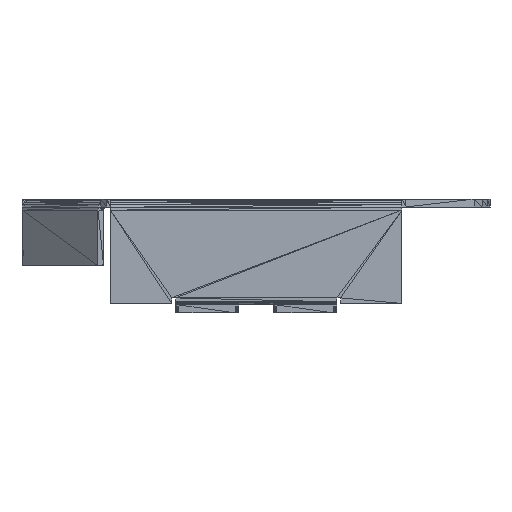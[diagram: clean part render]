
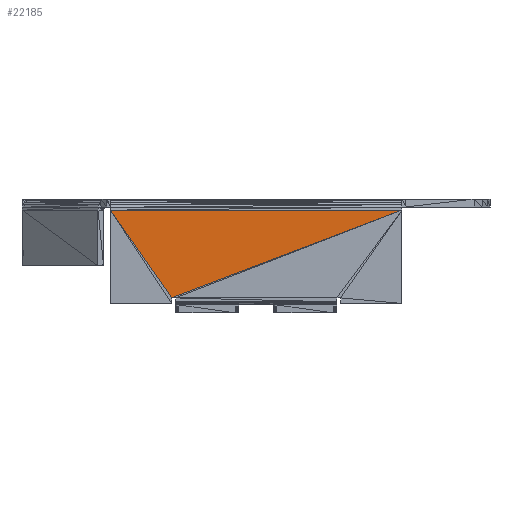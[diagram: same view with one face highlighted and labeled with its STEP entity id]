
A CAD part, left-side view. The second image highlights one B-rep face of the part: STEP entity #22185.
In plain terms, the highlighted planar face has unit normal (-1, 0, 0).
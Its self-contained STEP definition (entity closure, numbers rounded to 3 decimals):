
#1383=FACE_OUTER_BOUND('',#3261,.T.);
#3261=EDGE_LOOP('',(#17415,#17416,#17417));
#5764=LINE('',#35200,#8611);
#6078=LINE('',#35816,#8925);
#6079=LINE('',#35818,#8926);
#8611=VECTOR('',#28849,1.);
#8925=VECTOR('',#29639,1.);
#8926=VECTOR('',#29642,1.);
#10097=VERTEX_POINT('',#34095);
#10319=VERTEX_POINT('',#35123);
#10325=VERTEX_POINT('',#35137);
#12423=EDGE_CURVE('',#10325,#10319,#5764,.T.);
#12737=EDGE_CURVE('',#10097,#10319,#6078,.T.);
#12738=EDGE_CURVE('',#10325,#10097,#6079,.T.);
#17415=ORIENTED_EDGE('',*,*,#12738,.T.);
#17416=ORIENTED_EDGE('',*,*,#12737,.T.);
#17417=ORIENTED_EDGE('',*,*,#12423,.F.);
#20307=PLANE('',#24078);
#22185=ADVANCED_FACE('',(#1383),#20307,.T.);
#24078=AXIS2_PLACEMENT_3D('',#35817,#29640,#29641);
#28849=DIRECTION('',(0.,-1.,0.));
#29639=DIRECTION('',(0.,-0.934,0.356));
#29640=DIRECTION('center_axis',(-1.,0.,0.));
#29641=DIRECTION('ref_axis',(0.,0.,1.));
#29642=DIRECTION('',(0.,-0.572,-0.82));
#34095=CARTESIAN_POINT('',(-10.65,2.875,0.475));
#35123=CARTESIAN_POINT('',(-10.65,-4.41,3.25));
#35137=CARTESIAN_POINT('',(-10.65,4.81,3.25));
#35200=CARTESIAN_POINT('',(-10.65,4.81,3.25));
#35816=CARTESIAN_POINT('',(-10.65,2.875,0.475));
#35817=CARTESIAN_POINT('Origin',(-10.65,-4.41,3.25));
#35818=CARTESIAN_POINT('',(-10.65,4.81,3.25));
